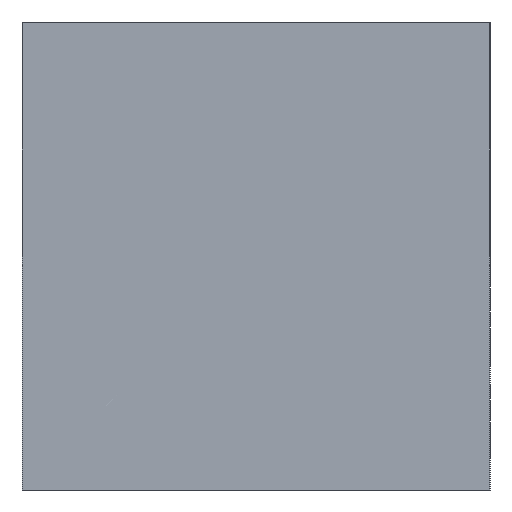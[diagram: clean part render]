
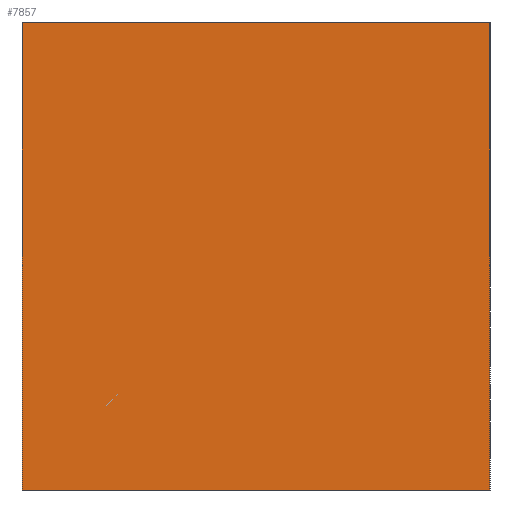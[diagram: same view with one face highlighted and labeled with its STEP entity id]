
A CAD part, left-side view. The second image highlights one B-rep face of the part: STEP entity #7857.
In plain terms, the highlighted planar face has unit normal (-1, 0, 0).
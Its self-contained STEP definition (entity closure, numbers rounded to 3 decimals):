
#488=PLANE('',#8297);
#890=FACE_OUTER_BOUND('',#1337,.T.);
#1337=EDGE_LOOP('',(#6998,#6999,#7000,#7001));
#1621=LINE('',#12247,#2341);
#2064=LINE('',#13601,#2784);
#2065=LINE('',#13602,#2785);
#2066=LINE('',#13603,#2786);
#2341=VECTOR('',#8702,10.);
#2784=VECTOR('',#9859,10.);
#2785=VECTOR('',#9860,10.);
#2786=VECTOR('',#9861,10.);
#3347=VERTEX_POINT('',#12240);
#3350=VERTEX_POINT('',#12245);
#3749=VERTEX_POINT('',#13599);
#3750=VERTEX_POINT('',#13600);
#4236=EDGE_CURVE('',#3350,#3347,#1621,.T.);
#4839=EDGE_CURVE('',#3749,#3750,#2064,.T.);
#4840=EDGE_CURVE('',#3750,#3347,#2065,.T.);
#4841=EDGE_CURVE('',#3749,#3350,#2066,.T.);
#6998=ORIENTED_EDGE('',*,*,#4839,.T.);
#6999=ORIENTED_EDGE('',*,*,#4840,.T.);
#7000=ORIENTED_EDGE('',*,*,#4236,.F.);
#7001=ORIENTED_EDGE('',*,*,#4841,.F.);
#7857=ADVANCED_FACE('',(#890),#488,.T.);
#8297=AXIS2_PLACEMENT_3D('',#13598,#9857,#9858);
#8702=DIRECTION('',(0.,-1.,0.));
#9857=DIRECTION('center_axis',(-1.,0.,0.));
#9858=DIRECTION('ref_axis',(0.,-1.,0.));
#9859=DIRECTION('',(0.,-1.,0.));
#9860=DIRECTION('',(0.,0.,1.));
#9861=DIRECTION('',(0.,0.,1.));
#12240=CARTESIAN_POINT('',(0.,0.,44.45));
#12245=CARTESIAN_POINT('',(0.,44.45,44.45));
#12247=CARTESIAN_POINT('',(0.,44.45,44.45));
#13598=CARTESIAN_POINT('Origin',(0.,44.45,0.));
#13599=CARTESIAN_POINT('',(0.,44.45,0.));
#13600=CARTESIAN_POINT('',(0.,0.,0.));
#13601=CARTESIAN_POINT('',(0.,44.45,0.));
#13602=CARTESIAN_POINT('',(0.,0.,0.));
#13603=CARTESIAN_POINT('',(0.,44.45,0.));
